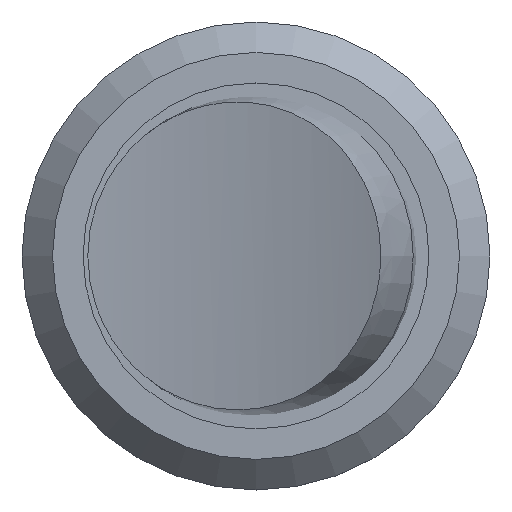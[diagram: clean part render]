
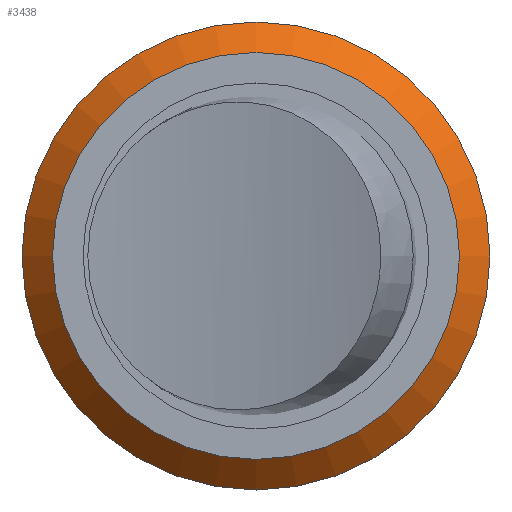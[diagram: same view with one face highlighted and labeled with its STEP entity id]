
A CAD part, top view. The second image highlights one B-rep face of the part: STEP entity #3438.
In plain terms, the highlighted conical face has half-angle 45 degrees and reference radius 11.5 mm.
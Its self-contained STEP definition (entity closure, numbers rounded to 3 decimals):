
#3295 = CYLINDRICAL_SURFACE('',#3296,11.5);
#3296 = AXIS2_PLACEMENT_3D('',#3297,#3298,#3299);
#3297 = CARTESIAN_POINT('',(0.,0.,14.5));
#3298 = DIRECTION('',(0.,0.,1.));
#3299 = DIRECTION('',(1.,0.,0.));
#3385 = VERTEX_POINT('',#3386);
#3386 = CARTESIAN_POINT('',(11.5,0.,15.));
#3407 = EDGE_CURVE('',#3385,#3385,#3408,.T.);
#3408 = SURFACE_CURVE('',#3409,(#3414,#3421),.PCURVE_S1.);
#3409 = CIRCLE('',#3410,11.5);
#3410 = AXIS2_PLACEMENT_3D('',#3411,#3412,#3413);
#3411 = CARTESIAN_POINT('',(0.,0.,15.));
#3412 = DIRECTION('',(0.,0.,-1.));
#3413 = DIRECTION('',(1.,0.,0.));
#3414 = PCURVE('',#3295,#3415);
#3415 = DEFINITIONAL_REPRESENTATION('',(#3416),#3420);
#3416 = LINE('',#3417,#3418);
#3417 = CARTESIAN_POINT('',(0.,0.5));
#3418 = VECTOR('',#3419,1.);
#3419 = DIRECTION('',(-1.,0.));
#3420 = ( GEOMETRIC_REPRESENTATION_CONTEXT(2) 
PARAMETRIC_REPRESENTATION_CONTEXT() REPRESENTATION_CONTEXT('2D SPACE',''
  ) );
#3421 = PCURVE('',#3422,#3427);
#3422 = CONICAL_SURFACE('',#3423,11.5,0.785);
#3423 = AXIS2_PLACEMENT_3D('',#3424,#3425,#3426);
#3424 = CARTESIAN_POINT('',(0.,0.,15.));
#3425 = DIRECTION('',(0.,0.,-1.));
#3426 = DIRECTION('',(1.,0.,0.));
#3427 = DEFINITIONAL_REPRESENTATION('',(#3428),#3432);
#3428 = LINE('',#3429,#3430);
#3429 = CARTESIAN_POINT('',(0.,0.));
#3430 = VECTOR('',#3431,1.);
#3431 = DIRECTION('',(1.,0.));
#3432 = ( GEOMETRIC_REPRESENTATION_CONTEXT(2) 
PARAMETRIC_REPRESENTATION_CONTEXT() REPRESENTATION_CONTEXT('2D SPACE',''
  ) );
#3438 = ADVANCED_FACE('',(#3439),#3422,.T.);
#3439 = FACE_BOUND('',#3440,.F.);
#3440 = EDGE_LOOP('',(#3441,#3442,#3465,#3492));
#3441 = ORIENTED_EDGE('',*,*,#3407,.T.);
#3442 = ORIENTED_EDGE('',*,*,#3443,.T.);
#3443 = EDGE_CURVE('',#3385,#3444,#3446,.T.);
#3444 = VERTEX_POINT('',#3445);
#3445 = CARTESIAN_POINT('',(10.,0.,16.5));
#3446 = SEAM_CURVE('',#3447,(#3451,#3458),.PCURVE_S1.);
#3447 = LINE('',#3448,#3449);
#3448 = CARTESIAN_POINT('',(11.5,0.,15.));
#3449 = VECTOR('',#3450,1.);
#3450 = DIRECTION('',(-0.707,0.,
    0.707));
#3451 = PCURVE('',#3422,#3452);
#3452 = DEFINITIONAL_REPRESENTATION('',(#3453),#3457);
#3453 = LINE('',#3454,#3455);
#3454 = CARTESIAN_POINT('',(0.,0.));
#3455 = VECTOR('',#3456,1.);
#3456 = DIRECTION('',(0.,-1.));
#3457 = ( GEOMETRIC_REPRESENTATION_CONTEXT(2) 
PARAMETRIC_REPRESENTATION_CONTEXT() REPRESENTATION_CONTEXT('2D SPACE',''
  ) );
#3458 = PCURVE('',#3422,#3459);
#3459 = DEFINITIONAL_REPRESENTATION('',(#3460),#3464);
#3460 = LINE('',#3461,#3462);
#3461 = CARTESIAN_POINT('',(6.283,0.));
#3462 = VECTOR('',#3463,1.);
#3463 = DIRECTION('',(0.,-1.));
#3464 = ( GEOMETRIC_REPRESENTATION_CONTEXT(2) 
PARAMETRIC_REPRESENTATION_CONTEXT() REPRESENTATION_CONTEXT('2D SPACE',''
  ) );
#3465 = ORIENTED_EDGE('',*,*,#3466,.F.);
#3466 = EDGE_CURVE('',#3444,#3444,#3467,.T.);
#3467 = SURFACE_CURVE('',#3468,(#3473,#3480),.PCURVE_S1.);
#3468 = CIRCLE('',#3469,10.);
#3469 = AXIS2_PLACEMENT_3D('',#3470,#3471,#3472);
#3470 = CARTESIAN_POINT('',(0.,0.,16.5));
#3471 = DIRECTION('',(0.,0.,-1.));
#3472 = DIRECTION('',(1.,0.,0.));
#3473 = PCURVE('',#3422,#3474);
#3474 = DEFINITIONAL_REPRESENTATION('',(#3475),#3479);
#3475 = LINE('',#3476,#3477);
#3476 = CARTESIAN_POINT('',(0.,-1.5));
#3477 = VECTOR('',#3478,1.);
#3478 = DIRECTION('',(1.,0.));
#3479 = ( GEOMETRIC_REPRESENTATION_CONTEXT(2) 
PARAMETRIC_REPRESENTATION_CONTEXT() REPRESENTATION_CONTEXT('2D SPACE',''
  ) );
#3480 = PCURVE('',#3481,#3486);
#3481 = PLANE('',#3482);
#3482 = AXIS2_PLACEMENT_3D('',#3483,#3484,#3485);
#3483 = CARTESIAN_POINT('',(0.,0.,16.5));
#3484 = DIRECTION('',(0.,0.,-1.));
#3485 = DIRECTION('',(1.,0.,0.));
#3486 = DEFINITIONAL_REPRESENTATION('',(#3487),#3491);
#3487 = CIRCLE('',#3488,10.);
#3488 = AXIS2_PLACEMENT_2D('',#3489,#3490);
#3489 = CARTESIAN_POINT('',(0.,0.));
#3490 = DIRECTION('',(1.,0.));
#3491 = ( GEOMETRIC_REPRESENTATION_CONTEXT(2) 
PARAMETRIC_REPRESENTATION_CONTEXT() REPRESENTATION_CONTEXT('2D SPACE',''
  ) );
#3492 = ORIENTED_EDGE('',*,*,#3443,.F.);
